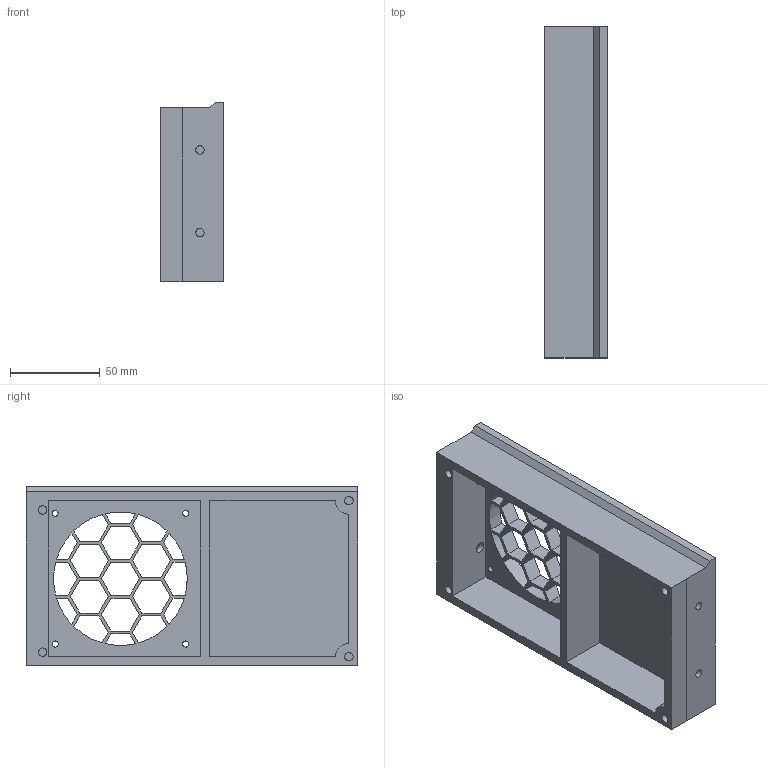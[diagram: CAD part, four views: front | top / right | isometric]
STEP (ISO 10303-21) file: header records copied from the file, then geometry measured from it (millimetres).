
FILE_DESCRIPTION(('HOOPS Exchange Step'),'2;1');
FILE_NAME('Exhaust Panel.stp','2026-02-13T16:20:35-05:00',('RED'),('Unknown organisation'),'HOOPS Exchange 2025.8','HOOPS Exchange','Unknown authorisation');
FILE_SCHEMA( ('AP203_CONFIGURATION_CONTROLLED_3D_DESIGN_OF_MECHANICAL_PARTS_AND_ASSEMBLIES_MIM_LF') );
Length unit declared in the file: millimetre
Products named in the file (2): 0; root
Assembly tree (1 placements, depth 2):
  root
    0
Bounding box: 34.81 x 185.01 x 100 mm (x, y, z)
Volume: 226600.9 mm3; surface area: 76175.2 mm2
Topology: 1 solids, 1 shells, 143 faces, 434 edges, 299 vertices
Faces by surface type: plane 110, cylinder 32, bspline 1
Full cylindrical faces by diameter (mm): 3.2 x5, 3.4 x4, 4.7 x6, 6 x2
Entity records: 5253 total; most frequent: CARTESIAN_POINT 1091, ORIENTED_EDGE 868, DIRECTION 810, EDGE_CURVE 434, VECTOR 330, LINE 330, VERTEX_POINT 299, AXIS2_PLACEMENT_3D 240
